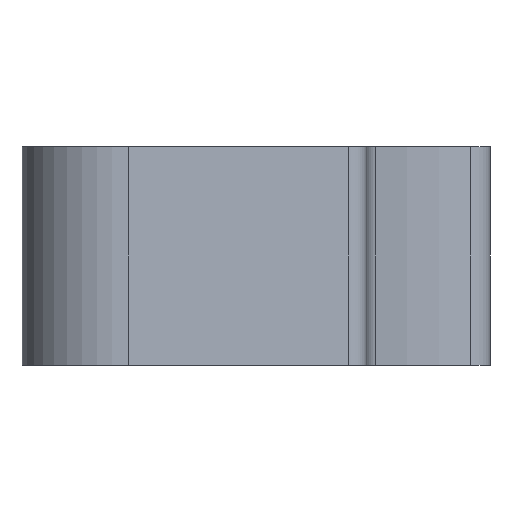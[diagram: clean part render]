
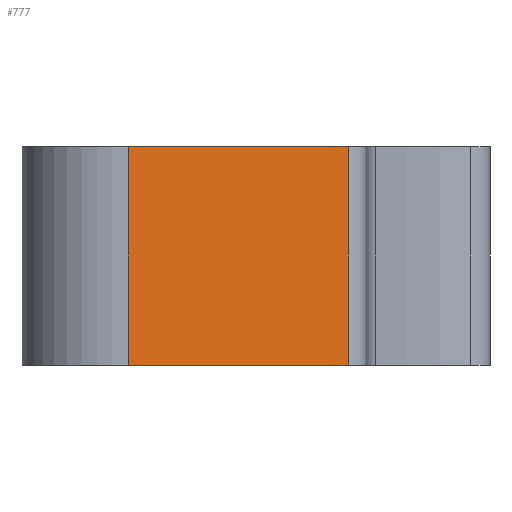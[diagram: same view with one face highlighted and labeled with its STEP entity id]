
A CAD part, left-side view. The second image highlights one B-rep face of the part: STEP entity #777.
In plain terms, the highlighted planar face has unit normal (-0.989, -0.145, 0).
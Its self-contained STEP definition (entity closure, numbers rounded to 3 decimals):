
#78 = VERTEX_POINT ( 'NONE', #258 ) ;
#113 = VERTEX_POINT ( 'NONE', #293 ) ;
#124 = VERTEX_POINT ( 'NONE', #1840 ) ;
#132 = VERTEX_POINT ( 'NONE', #1850 ) ;
#258 = CARTESIAN_POINT ( 'NONE',  ( -3.312, -13.026, 5. ) ) ;
#293 = CARTESIAN_POINT ( 'NONE',  ( -4.789, -2.965, 5. ) ) ;
#322 = ORIENTED_EDGE ( 'NONE', *, *, #917, .F. ) ;
#323 = ORIENTED_EDGE ( 'NONE', *, *, #914, .F. ) ;
#354 = ORIENTED_EDGE ( 'NONE', *, *, #918, .F. ) ;
#425 = EDGE_LOOP ( 'NONE', ( #354, #657, #322, #323 ) ) ;
#657 = ORIENTED_EDGE ( 'NONE', *, *, #708, .T. ) ;
#708 = EDGE_CURVE ( 'NONE', #124, #78, #2108, .T. ) ;
#777 = ADVANCED_FACE ( 'NONE', ( #2402 ), #3900, .T. ) ;
#914 = EDGE_CURVE ( 'NONE', #132, #113, #2571, .T. ) ;
#917 = EDGE_CURVE ( 'NONE', #113, #78, #2574, .T. ) ;
#918 = EDGE_CURVE ( 'NONE', #124, #132, #2577, .T. ) ;
#1205 = AXIS2_PLACEMENT_3D ( 'NONE', #3899, #3909, #3910 ) ;
#1453 = CARTESIAN_POINT ( 'NONE',  ( -3.312, -13.026, -37.468 ) ) ;
#1782 = DIRECTION ( 'NONE',  ( 0., 0., 1. ) ) ;
#1840 = CARTESIAN_POINT ( 'NONE',  ( -3.312, -13.026, -5. ) ) ;
#1850 = CARTESIAN_POINT ( 'NONE',  ( -4.789, -2.965, -5. ) ) ;
#2108 = LINE ( 'NONE', #1453, #2111 ) ;
#2111 = VECTOR ( 'NONE', #1782, 1000. ) ;
#2402 = FACE_OUTER_BOUND ( 'NONE', #425, .T. ) ;
#2547 = VECTOR ( 'NONE', #4169, 1000. ) ;
#2571 = LINE ( 'NONE', #4162, #2572 ) ;
#2572 = VECTOR ( 'NONE', #4163, 1000. ) ;
#2574 = LINE ( 'NONE', #4168, #2547 ) ;
#2577 = LINE ( 'NONE', #4171, #2578 ) ;
#2578 = VECTOR ( 'NONE', #4172, 1000. ) ;
#3899 = CARTESIAN_POINT ( 'NONE',  ( -4.789, -2.965, -37.468 ) ) ;
#3900 = PLANE ( 'NONE',  #1205 ) ;
#3909 = DIRECTION ( 'NONE',  ( -0.989, -0.145, 0. ) ) ;
#3910 = DIRECTION ( 'NONE',  ( 0.145, -0.989, 0. ) ) ;
#4162 = CARTESIAN_POINT ( 'NONE',  ( -4.789, -2.965, -37.468 ) ) ;
#4163 = DIRECTION ( 'NONE',  ( 0., 0., 1. ) ) ;
#4168 = CARTESIAN_POINT ( 'NONE',  ( -4.789, -2.965, 5. ) ) ;
#4169 = DIRECTION ( 'NONE',  ( 0.145, -0.989, 0. ) ) ;
#4171 = CARTESIAN_POINT ( 'NONE',  ( -4.789, -2.965, -5. ) ) ;
#4172 = DIRECTION ( 'NONE',  ( -0.145, 0.989, 0. ) ) ;
